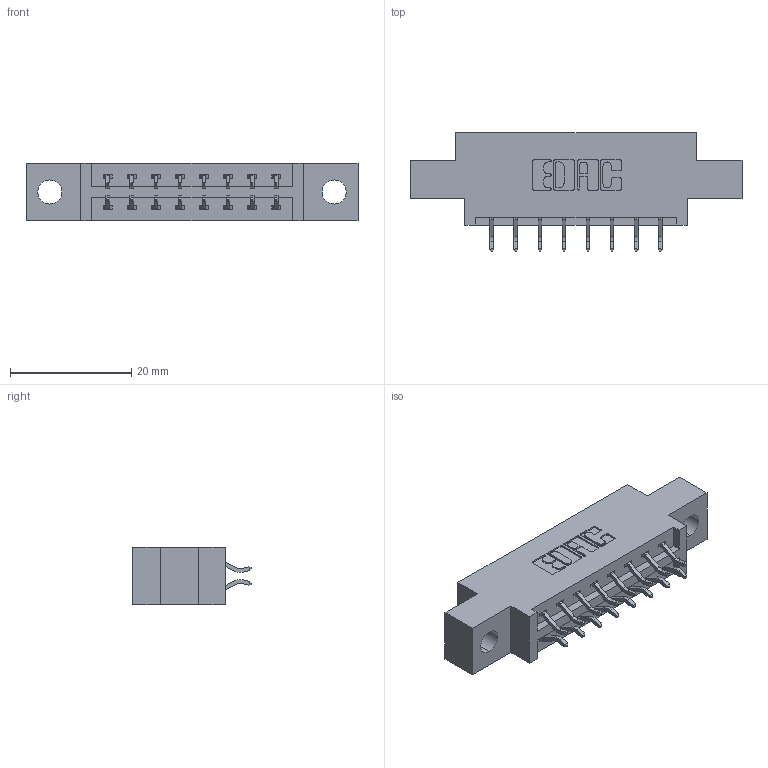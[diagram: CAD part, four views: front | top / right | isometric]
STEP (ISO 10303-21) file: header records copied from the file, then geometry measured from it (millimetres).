
FILE_DESCRIPTION (( 'STEP AP203' ), '1' );
FILE_NAME ('337-016-556-804.STEP', '2018-08-04T20:22:58', ( '' ), ( '' ), 'SwSTEP 2.0', 'SolidWorks 2016', '' );
FILE_SCHEMA (( 'CONFIG_CONTROL_DESIGN' ));
Length unit declared in the file: inch
Products named in the file (3): 337 Part_0.170 Offset - 0.156 Dia-TH; 345-292-001_556 Tail; 337-016-556-804
Assembly tree (17 placements, depth 2):
  337-016-556-804
    337 Part_0.170 Offset - 0.156 Dia-TH
    345-292-001_556 Tail  x16
Bounding box: 54.71 x 19.57 x 9.4 mm (x, y, z)
Volume: 5107.4 mm3; surface area: 5332 mm2
Topology: 17 solids, 17 shells, 1078 faces, 3187 edges, 2102 vertices
Faces by surface type: plane 746, cylinder 332
Entity records: 10955 total; most frequent: CARTESIAN_POINT 1890, ORIENTED_EDGE 1814, DIRECTION 1659, EDGE_CURVE 907, LINE 771, VECTOR 771, VERTEX_POINT 602, AXIS2_PLACEMENT_3D 444
